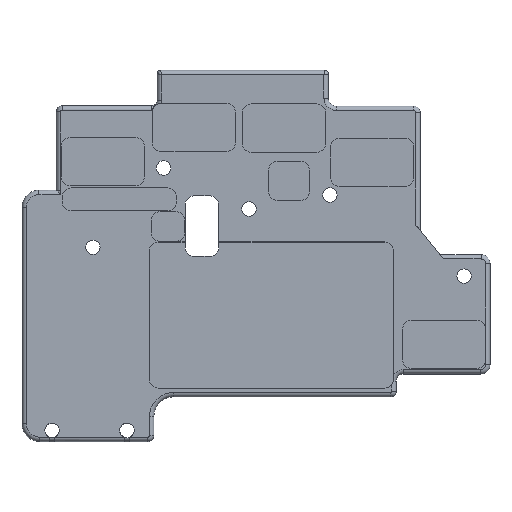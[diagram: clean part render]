
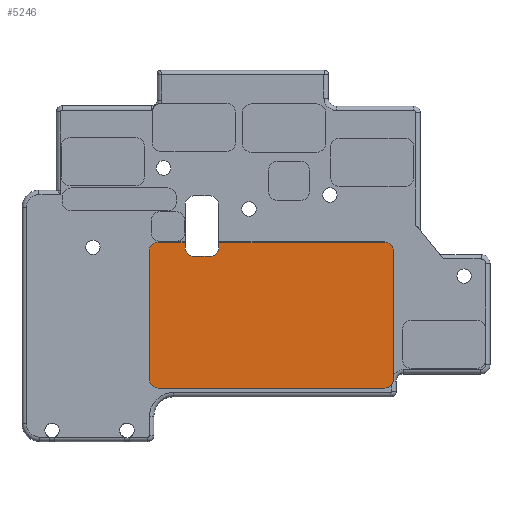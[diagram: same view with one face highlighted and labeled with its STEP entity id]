
A CAD part, top view. The second image highlights one B-rep face of the part: STEP entity #5246.
In plain terms, the highlighted planar face has unit normal (0, 0, 1).
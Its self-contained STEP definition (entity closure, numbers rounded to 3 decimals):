
#2340 = VERTEX_POINT('',#2341);
#2341 = CARTESIAN_POINT('',(27.401,-35.962,1.));
#2347 = EDGE_CURVE('',#2340,#2348,#2350,.T.);
#2348 = VERTEX_POINT('',#2349);
#2349 = CARTESIAN_POINT('',(27.401,-6.603,1.));
#2350 = LINE('',#2351,#2352);
#2351 = CARTESIAN_POINT('',(27.401,-35.962,1.));
#2352 = VECTOR('',#2353,1.);
#2353 = DIRECTION('',(0.,1.,0.));
#2371 = EDGE_CURVE('',#2348,#2372,#2374,.T.);
#2372 = VERTEX_POINT('',#2373);
#2373 = CARTESIAN_POINT('',(25.401,-4.603,1.));
#2374 = CIRCLE('',#2375,2.);
#2375 = AXIS2_PLACEMENT_3D('',#2376,#2377,#2378);
#2376 = CARTESIAN_POINT('',(25.401,-6.603,1.));
#2377 = DIRECTION('',(0.,0.,1.));
#2378 = DIRECTION('',(1.,0.,0.));
#2397 = EDGE_CURVE('',#2372,#2398,#2400,.T.);
#2398 = VERTEX_POINT('',#2399);
#2399 = CARTESIAN_POINT('',(-12.503,-4.603,1.));
#2400 = LINE('',#2401,#2402);
#2401 = CARTESIAN_POINT('',(25.401,-4.603,1.));
#2402 = VECTOR('',#2403,1.);
#2403 = DIRECTION('',(-1.,0.,0.));
#2430 = VERTEX_POINT('',#2431);
#2431 = CARTESIAN_POINT('',(-12.503,-5.88,1.));
#2437 = EDGE_CURVE('',#2430,#2398,#2438,.T.);
#2438 = LINE('',#2439,#2440);
#2439 = CARTESIAN_POINT('',(-12.503,-3.585,1.));
#2440 = VECTOR('',#2441,1.);
#2441 = DIRECTION('',(0.,1.,0.));
#2544 = VERTEX_POINT('',#2545);
#2545 = CARTESIAN_POINT('',(-20.197,-4.603,1.));
#2551 = EDGE_CURVE('',#2544,#2552,#2554,.T.);
#2552 = VERTEX_POINT('',#2553);
#2553 = CARTESIAN_POINT('',(-20.197,-5.88,1.));
#2554 = LINE('',#2555,#2556);
#2555 = CARTESIAN_POINT('',(-20.197,1.31,1.));
#2556 = VECTOR('',#2557,1.);
#2557 = DIRECTION('',(0.,-1.,0.));
#2575 = EDGE_CURVE('',#2544,#2576,#2578,.T.);
#2576 = VERTEX_POINT('',#2577);
#2577 = CARTESIAN_POINT('',(-26.353,-4.603,1.));
#2578 = LINE('',#2579,#2580);
#2579 = CARTESIAN_POINT('',(25.401,-4.603,1.));
#2580 = VECTOR('',#2581,1.);
#2581 = DIRECTION('',(-1.,0.,0.));
#2598 = EDGE_CURVE('',#2576,#2599,#2601,.T.);
#2599 = VERTEX_POINT('',#2600);
#2600 = CARTESIAN_POINT('',(-28.353,-6.603,1.));
#2601 = CIRCLE('',#2602,2.);
#2602 = AXIS2_PLACEMENT_3D('',#2603,#2604,#2605);
#2603 = CARTESIAN_POINT('',(-26.353,-6.603,1.));
#2604 = DIRECTION('',(0.,0.,1.));
#2605 = DIRECTION('',(1.,0.,0.));
#2623 = EDGE_CURVE('',#2599,#2624,#2626,.T.);
#2624 = VERTEX_POINT('',#2625);
#2625 = CARTESIAN_POINT('',(-28.353,-35.962,1.));
#2626 = LINE('',#2627,#2628);
#2627 = CARTESIAN_POINT('',(-28.353,-6.603,1.));
#2628 = VECTOR('',#2629,1.);
#2629 = DIRECTION('',(0.,-1.,0.));
#2647 = EDGE_CURVE('',#2624,#2648,#2650,.T.);
#2648 = VERTEX_POINT('',#2649);
#2649 = CARTESIAN_POINT('',(-26.353,-37.962,1.));
#2650 = CIRCLE('',#2651,2.);
#2651 = AXIS2_PLACEMENT_3D('',#2652,#2653,#2654);
#2652 = CARTESIAN_POINT('',(-26.353,-35.962,1.));
#2653 = DIRECTION('',(0.,0.,1.));
#2654 = DIRECTION('',(1.,0.,0.));
#2672 = EDGE_CURVE('',#2648,#2673,#2675,.T.);
#2673 = VERTEX_POINT('',#2674);
#2674 = CARTESIAN_POINT('',(25.401,-37.962,1.));
#2675 = LINE('',#2676,#2677);
#2676 = CARTESIAN_POINT('',(-26.353,-37.962,1.));
#2677 = VECTOR('',#2678,1.);
#2678 = DIRECTION('',(1.,0.,0.));
#2697 = EDGE_CURVE('',#2673,#2340,#2698,.T.);
#2698 = CIRCLE('',#2699,2.);
#2699 = AXIS2_PLACEMENT_3D('',#2700,#2701,#2702);
#2700 = CARTESIAN_POINT('',(25.401,-35.962,1.));
#2701 = DIRECTION('',(0.,0.,1.));
#2702 = DIRECTION('',(1.,0.,0.));
#5246 = ADVANCED_FACE('',(#5247),#5284,.T.);
#5247 = FACE_BOUND('',#5248,.T.);
#5248 = EDGE_LOOP('',(#5249,#5250,#5251,#5252,#5253,#5254,#5255,#5256,
    #5257,#5258,#5267,#5275,#5282,#5283));
#5249 = ORIENTED_EDGE('',*,*,#2598,.T.);
#5250 = ORIENTED_EDGE('',*,*,#2623,.T.);
#5251 = ORIENTED_EDGE('',*,*,#2647,.T.);
#5252 = ORIENTED_EDGE('',*,*,#2672,.T.);
#5253 = ORIENTED_EDGE('',*,*,#2697,.T.);
#5254 = ORIENTED_EDGE('',*,*,#2347,.T.);
#5255 = ORIENTED_EDGE('',*,*,#2371,.T.);
#5256 = ORIENTED_EDGE('',*,*,#2397,.T.);
#5257 = ORIENTED_EDGE('',*,*,#2437,.F.);
#5258 = ORIENTED_EDGE('',*,*,#5259,.T.);
#5259 = EDGE_CURVE('',#2430,#5260,#5262,.T.);
#5260 = VERTEX_POINT('',#5261);
#5261 = CARTESIAN_POINT('',(-14.503,-7.88,1.));
#5262 = CIRCLE('',#5263,2.);
#5263 = AXIS2_PLACEMENT_3D('',#5264,#5265,#5266);
#5264 = CARTESIAN_POINT('',(-14.503,-5.88,1.));
#5265 = DIRECTION('',(0.,0.,-1.));
#5266 = DIRECTION('',(1.,0.,0.));
#5267 = ORIENTED_EDGE('',*,*,#5268,.F.);
#5268 = EDGE_CURVE('',#5269,#5260,#5271,.T.);
#5269 = VERTEX_POINT('',#5270);
#5270 = CARTESIAN_POINT('',(-18.197,-7.88,1.));
#5271 = LINE('',#5272,#5273);
#5272 = CARTESIAN_POINT('',(-11.083,-7.88,1.));
#5273 = VECTOR('',#5274,1.);
#5274 = DIRECTION('',(1.,0.,0.));
#5275 = ORIENTED_EDGE('',*,*,#5276,.T.);
#5276 = EDGE_CURVE('',#5269,#2552,#5277,.T.);
#5277 = CIRCLE('',#5278,2.);
#5278 = AXIS2_PLACEMENT_3D('',#5279,#5280,#5281);
#5279 = CARTESIAN_POINT('',(-18.197,-5.88,1.));
#5280 = DIRECTION('',(0.,0.,-1.));
#5281 = DIRECTION('',(1.,0.,0.));
#5282 = ORIENTED_EDGE('',*,*,#2551,.F.);
#5283 = ORIENTED_EDGE('',*,*,#2575,.T.);
#5284 = PLANE('',#5285);
#5285 = AXIS2_PLACEMENT_3D('',#5286,#5287,#5288);
#5286 = CARTESIAN_POINT('',(-3.97,-1.291,1.));
#5287 = DIRECTION('',(0.,0.,1.));
#5288 = DIRECTION('',(1.,0.,0.));
